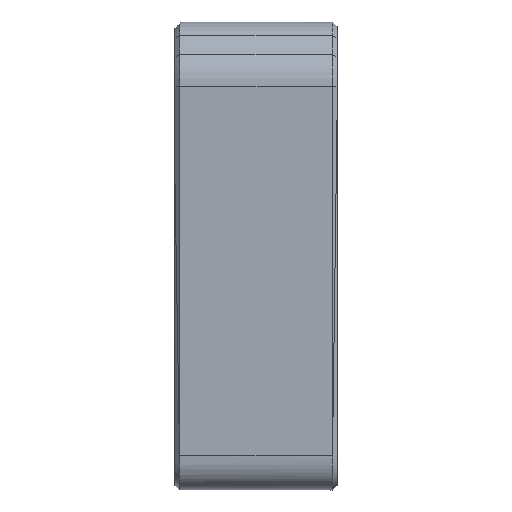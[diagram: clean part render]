
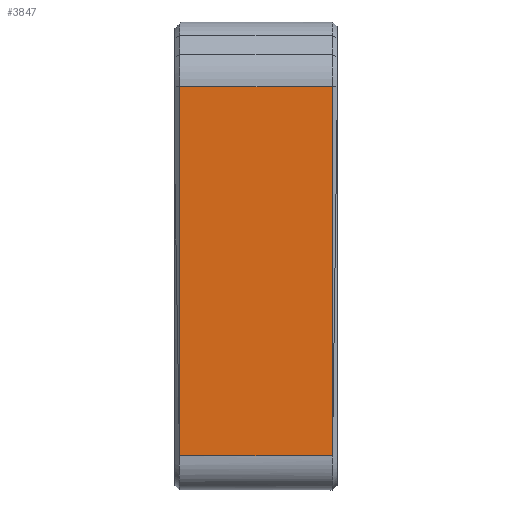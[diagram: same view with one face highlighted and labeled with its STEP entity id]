
A CAD part, front view. The second image highlights one B-rep face of the part: STEP entity #3847.
In plain terms, the highlighted planar face has unit normal (0, -1, 0).
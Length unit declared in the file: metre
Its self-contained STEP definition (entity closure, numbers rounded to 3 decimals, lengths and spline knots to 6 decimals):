
#414=LINE('',#6702,#685);
#457=LINE('',#7224,#728);
#458=LINE('',#7230,#729);
#685=VECTOR('',#4702,1.);
#728=VECTOR('',#4835,1.);
#729=VECTOR('',#4838,1.);
#1506=ORIENTED_EDGE('',*,*,#2392,.F.);
#1507=ORIENTED_EDGE('',*,*,#2162,.T.);
#1508=ORIENTED_EDGE('',*,*,#2390,.T.);
#1509=ORIENTED_EDGE('',*,*,#2305,.F.);
#2162=EDGE_CURVE('',#2700,#2702,#2926,.T.);
#2305=EDGE_CURVE('',#2807,#2715,#414,.T.);
#2390=EDGE_CURVE('',#2702,#2715,#457,.T.);
#2392=EDGE_CURVE('',#2700,#2807,#458,.T.);
#2700=VERTEX_POINT('',#5807);
#2702=VERTEX_POINT('',#5829);
#2715=VERTEX_POINT('',#5892);
#2807=VERTEX_POINT('',#6703);
#2926=B_SPLINE_CURVE_WITH_KNOTS('',3,(#5830,#5831,#5832,#5833),
 .UNSPECIFIED.,.F.,.F.,(4,4),(0.,1.),.UNSPECIFIED.);
#3242=EDGE_LOOP('',(#1506,#1507,#1508,#1509));
#3507=FACE_BOUND('',#3242,.T.);
#3670=PLANE('',#4156);
#3847=ADVANCED_FACE('',(#3507),#3670,.T.);
#4156=AXIS2_PLACEMENT_3D('',#7229,#4836,#4837);
#4702=DIRECTION('',(1.,0.,0.));
#4835=DIRECTION('',(0.,0.,1.));
#4836=DIRECTION('',(0.,-1.,0.));
#4837=DIRECTION('',(0.,0.,-1.));
#4838=DIRECTION('',(0.,0.,1.));
#5807=CARTESIAN_POINT('',(0.01331,-0.09243,-0.051484));
#5829=CARTESIAN_POINT('',(0.02671,-0.09243,-0.051484));
#5830=CARTESIAN_POINT('',(0.01331,-0.09243,-0.051484));
#5831=CARTESIAN_POINT('',(0.017777,-0.09243,-0.051484));
#5832=CARTESIAN_POINT('',(0.022243,-0.09243,-0.051484));
#5833=CARTESIAN_POINT('',(0.02671,-0.09243,-0.051484));
#5892=CARTESIAN_POINT('',(0.02671,-0.09243,-0.019141));
#6702=CARTESIAN_POINT('',(0.03111,-0.09243,-0.019141));
#6703=CARTESIAN_POINT('',(0.01331,-0.09243,-0.019141));
#7224=CARTESIAN_POINT('',(0.02671,-0.09243,-0.011059));
#7229=CARTESIAN_POINT('',(0.03111,-0.09243,-0.011059));
#7230=CARTESIAN_POINT('',(0.01331,-0.09243,-0.037191));
